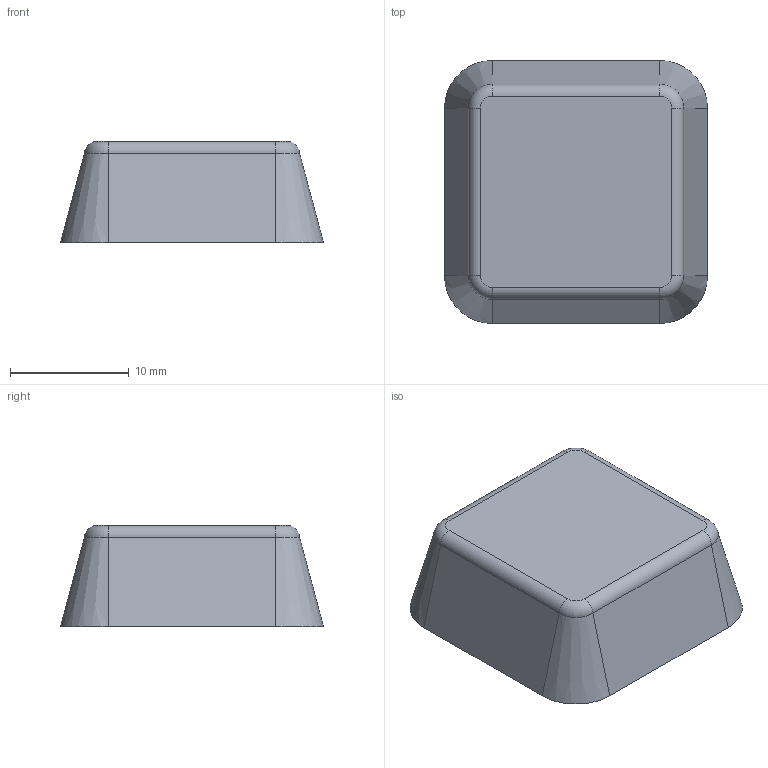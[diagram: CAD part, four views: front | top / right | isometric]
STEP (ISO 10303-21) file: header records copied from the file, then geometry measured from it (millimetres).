
FILE_DESCRIPTION(('STEP AP242'), '1');
FILE_NAME('SDVX Controller - Keycap (ABCD and Start)', '', ('UNSPECIFIED'), ('UNSPECIFIED'), 'C3D Converter', 'C3D Toolkit', '');
FILE_SCHEMA(('AP242_MANAGED_MODEL_BASED_3D_ENGINEERING_MIM_LF { 1 0 10303 442 1 1 4 }'));
Length unit declared in the file: millimetre
Bounding box: 22.12 x 22.12 x 8.5 mm (x, y, z)
Volume: 981.5 mm3; surface area: 2090.7 mm2
Topology: 1 solids, 1 shells, 61 faces, 148 edges, 92 vertices
Faces by surface type: plane 41, cone 8, cylinder 8, torus 4
Entity records: 1798 total; most frequent: DIRECTION 308, CARTESIAN_POINT 302, ORIENTED_EDGE 296, EDGE_CURVE 148, LINE 112, VECTOR 112, AXIS2_PLACEMENT_3D 98, VERTEX_POINT 92
